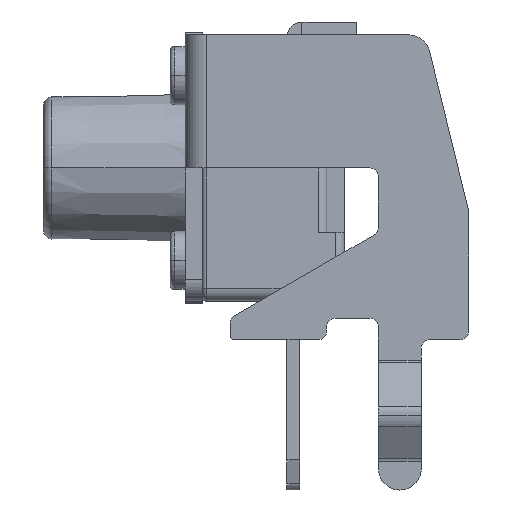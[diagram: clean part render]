
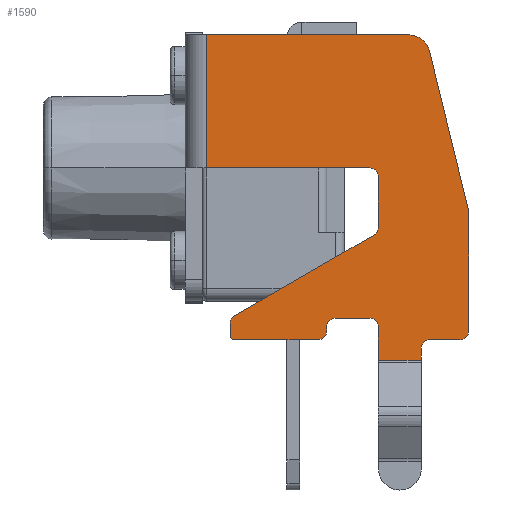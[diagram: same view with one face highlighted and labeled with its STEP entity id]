
A CAD part, left-side view. The second image highlights one B-rep face of the part: STEP entity #1590.
In plain terms, the highlighted planar face has unit normal (-1, 0, 0).
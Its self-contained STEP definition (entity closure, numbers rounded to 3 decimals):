
#1099 = VERTEX_POINT('',#1100);
#1100 = CARTESIAN_POINT('',(-1.5,-1.95,-1.381));
#1107 = EDGE_CURVE('',#1108,#1099,#1110,.T.);
#1108 = VERTEX_POINT('',#1109);
#1109 = CARTESIAN_POINT('',(-1.5,-1.95,-0.601));
#1110 = LINE('',#1111,#1112);
#1111 = CARTESIAN_POINT('',(-1.5,-1.95,5.699));
#1112 = VECTOR('',#1113,1.);
#1113 = DIRECTION('',(0.,0.,-1.));
#1435 = VERTEX_POINT('',#1436);
#1436 = CARTESIAN_POINT('',(-1.5,2.05,6.199));
#1475 = VERTEX_POINT('',#1476);
#1476 = CARTESIAN_POINT('',(-1.5,2.05,3.099));
#1500 = EDGE_CURVE('',#1475,#1435,#1501,.T.);
#1501 = LINE('',#1502,#1503);
#1502 = CARTESIAN_POINT('',(-1.5,2.05,6.199));
#1503 = VECTOR('',#1504,1.);
#1504 = DIRECTION('',(0.,0.,1.));
#1542 = VERTEX_POINT('',#1543);
#1543 = CARTESIAN_POINT('',(-1.5,-1.75,3.099));
#1549 = EDGE_CURVE('',#1475,#1542,#1550,.T.);
#1550 = LINE('',#1551,#1552);
#1551 = CARTESIAN_POINT('',(-1.5,-2.657,
    3.099));
#1552 = VECTOR('',#1553,1.);
#1553 = DIRECTION('',(0.,-1.,0.));
#1564 = EDGE_CURVE('',#1565,#1435,#1567,.T.);
#1565 = VERTEX_POINT('',#1566);
#1566 = CARTESIAN_POINT('',(-1.5,-2.657,
    6.199));
#1567 = LINE('',#1568,#1569);
#1568 = CARTESIAN_POINT('',(-1.5,-2.657,
    6.199));
#1569 = VECTOR('',#1570,1.);
#1570 = DIRECTION('',(0.,1.,0.));
#1590 = ADVANCED_FACE('',(#1591),#1771,.F.);
#1591 = FACE_BOUND('',#1592,.T.);
#1592 = EDGE_LOOP('',(#1593,#1594,#1595,#1604,#1612,#1621,#1629,#1638,
    #1646,#1655,#1663,#1672,#1680,#1689,#1697,#1704,#1705,#1713,#1721,
    #1730,#1738,#1747,#1755,#1763,#1770));
#1593 = ORIENTED_EDGE('',*,*,#1500,.F.);
#1594 = ORIENTED_EDGE('',*,*,#1549,.T.);
#1595 = ORIENTED_EDGE('',*,*,#1596,.T.);
#1596 = EDGE_CURVE('',#1542,#1597,#1599,.T.);
#1597 = VERTEX_POINT('',#1598);
#1598 = CARTESIAN_POINT('',(-1.5,-1.95,2.899));
#1599 = CIRCLE('',#1600,0.2);
#1600 = AXIS2_PLACEMENT_3D('',#1601,#1602,#1603);
#1601 = CARTESIAN_POINT('',(-1.5,-1.75,2.899));
#1602 = DIRECTION('',(1.,0.,0.));
#1603 = DIRECTION('',(0.,1.,0.));
#1604 = ORIENTED_EDGE('',*,*,#1605,.T.);
#1605 = EDGE_CURVE('',#1597,#1606,#1608,.T.);
#1606 = VERTEX_POINT('',#1607);
#1607 = CARTESIAN_POINT('',(-1.5,-1.95,1.714));
#1608 = LINE('',#1609,#1610);
#1609 = CARTESIAN_POINT('',(-1.5,-1.95,5.699));
#1610 = VECTOR('',#1611,1.);
#1611 = DIRECTION('',(0.,0.,-1.));
#1612 = ORIENTED_EDGE('',*,*,#1613,.T.);
#1613 = EDGE_CURVE('',#1606,#1614,#1616,.T.);
#1614 = VERTEX_POINT('',#1615);
#1615 = CARTESIAN_POINT('',(-1.5,-1.85,
    1.541));
#1616 = CIRCLE('',#1617,0.2);
#1617 = AXIS2_PLACEMENT_3D('',#1618,#1619,#1620);
#1618 = CARTESIAN_POINT('',(-1.5,-1.75,1.714));
#1619 = DIRECTION('',(1.,0.,0.));
#1620 = DIRECTION('',(0.,1.,0.));
#1621 = ORIENTED_EDGE('',*,*,#1622,.T.);
#1622 = EDGE_CURVE('',#1614,#1623,#1625,.T.);
#1623 = VERTEX_POINT('',#1624);
#1624 = CARTESIAN_POINT('',(-1.5,1.4,
    -0.344));
#1625 = LINE('',#1626,#1627);
#1626 = CARTESIAN_POINT('',(-1.5,-4.258,2.937
    ));
#1627 = VECTOR('',#1628,1.);
#1628 = DIRECTION('',(0.,0.865,-0.502)
  );
#1629 = ORIENTED_EDGE('',*,*,#1630,.T.);
#1630 = EDGE_CURVE('',#1623,#1631,#1633,.T.);
#1631 = VERTEX_POINT('',#1632);
#1632 = CARTESIAN_POINT('',(-1.5,1.5,-0.517));
#1633 = CIRCLE('',#1634,0.2);
#1634 = AXIS2_PLACEMENT_3D('',#1635,#1636,#1637);
#1635 = CARTESIAN_POINT('',(-1.5,1.3,-0.517));
#1636 = DIRECTION('',(-1.,0.,0.));
#1637 = DIRECTION('',(0.,1.,0.));
#1638 = ORIENTED_EDGE('',*,*,#1639,.T.);
#1639 = EDGE_CURVE('',#1631,#1640,#1642,.T.);
#1640 = VERTEX_POINT('',#1641);
#1641 = CARTESIAN_POINT('',(-1.5,1.5,-0.801));
#1642 = LINE('',#1643,#1644);
#1643 = CARTESIAN_POINT('',(-1.5,1.5,5.699));
#1644 = VECTOR('',#1645,1.);
#1645 = DIRECTION('',(0.,0.,-1.));
#1646 = ORIENTED_EDGE('',*,*,#1647,.T.);
#1647 = EDGE_CURVE('',#1640,#1648,#1650,.T.);
#1648 = VERTEX_POINT('',#1649);
#1649 = CARTESIAN_POINT('',(-1.5,1.4,-0.901));
#1650 = CIRCLE('',#1651,0.1);
#1651 = AXIS2_PLACEMENT_3D('',#1652,#1653,#1654);
#1652 = CARTESIAN_POINT('',(-1.5,1.4,-0.801));
#1653 = DIRECTION('',(-1.,0.,0.));
#1654 = DIRECTION('',(0.,1.,0.));
#1655 = ORIENTED_EDGE('',*,*,#1656,.T.);
#1656 = EDGE_CURVE('',#1648,#1657,#1659,.T.);
#1657 = VERTEX_POINT('',#1658);
#1658 = CARTESIAN_POINT('',(-1.5,-0.55,-0.901));
#1659 = LINE('',#1660,#1661);
#1660 = CARTESIAN_POINT('',(-1.5,-2.657,
    -0.901));
#1661 = VECTOR('',#1662,1.);
#1662 = DIRECTION('',(0.,-1.,0.));
#1663 = ORIENTED_EDGE('',*,*,#1664,.T.);
#1664 = EDGE_CURVE('',#1657,#1665,#1667,.T.);
#1665 = VERTEX_POINT('',#1666);
#1666 = CARTESIAN_POINT('',(-1.5,-0.75,-0.701));
#1667 = CIRCLE('',#1668,0.2);
#1668 = AXIS2_PLACEMENT_3D('',#1669,#1670,#1671);
#1669 = CARTESIAN_POINT('',(-1.5,-0.55,-0.701));
#1670 = DIRECTION('',(-1.,0.,0.));
#1671 = DIRECTION('',(0.,1.,0.));
#1672 = ORIENTED_EDGE('',*,*,#1673,.T.);
#1673 = EDGE_CURVE('',#1665,#1674,#1676,.T.);
#1674 = VERTEX_POINT('',#1675);
#1675 = CARTESIAN_POINT('',(-1.5,-0.75,-0.601));
#1676 = LINE('',#1677,#1678);
#1677 = CARTESIAN_POINT('',(-1.5,-0.75,5.699));
#1678 = VECTOR('',#1679,1.);
#1679 = DIRECTION('',(0.,0.,1.));
#1680 = ORIENTED_EDGE('',*,*,#1681,.T.);
#1681 = EDGE_CURVE('',#1674,#1682,#1684,.T.);
#1682 = VERTEX_POINT('',#1683);
#1683 = CARTESIAN_POINT('',(-1.5,-0.95,-0.401));
#1684 = CIRCLE('',#1685,0.2);
#1685 = AXIS2_PLACEMENT_3D('',#1686,#1687,#1688);
#1686 = CARTESIAN_POINT('',(-1.5,-0.95,-0.601));
#1687 = DIRECTION('',(1.,0.,0.));
#1688 = DIRECTION('',(0.,1.,0.));
#1689 = ORIENTED_EDGE('',*,*,#1690,.T.);
#1690 = EDGE_CURVE('',#1682,#1691,#1693,.T.);
#1691 = VERTEX_POINT('',#1692);
#1692 = CARTESIAN_POINT('',(-1.5,-1.75,-0.401));
#1693 = LINE('',#1694,#1695);
#1694 = CARTESIAN_POINT('',(-1.5,-2.657,
    -0.401));
#1695 = VECTOR('',#1696,1.);
#1696 = DIRECTION('',(0.,-1.,0.));
#1697 = ORIENTED_EDGE('',*,*,#1698,.T.);
#1698 = EDGE_CURVE('',#1691,#1108,#1699,.T.);
#1699 = CIRCLE('',#1700,0.2);
#1700 = AXIS2_PLACEMENT_3D('',#1701,#1702,#1703);
#1701 = CARTESIAN_POINT('',(-1.5,-1.75,-0.601));
#1702 = DIRECTION('',(1.,0.,0.));
#1703 = DIRECTION('',(0.,1.,0.));
#1704 = ORIENTED_EDGE('',*,*,#1107,.T.);
#1705 = ORIENTED_EDGE('',*,*,#1706,.F.);
#1706 = EDGE_CURVE('',#1707,#1099,#1709,.T.);
#1707 = VERTEX_POINT('',#1708);
#1708 = CARTESIAN_POINT('',(-1.5,-2.95,-1.381));
#1709 = LINE('',#1710,#1711);
#1710 = CARTESIAN_POINT('',(-1.5,-6.288,
    -1.381));
#1711 = VECTOR('',#1712,1.);
#1712 = DIRECTION('',(0.,1.,0.));
#1713 = ORIENTED_EDGE('',*,*,#1714,.T.);
#1714 = EDGE_CURVE('',#1707,#1715,#1717,.T.);
#1715 = VERTEX_POINT('',#1716);
#1716 = CARTESIAN_POINT('',(-1.5,-2.95,-1.101));
#1717 = LINE('',#1718,#1719);
#1718 = CARTESIAN_POINT('',(-1.5,-2.95,5.699));
#1719 = VECTOR('',#1720,1.);
#1720 = DIRECTION('',(0.,0.,1.));
#1721 = ORIENTED_EDGE('',*,*,#1722,.T.);
#1722 = EDGE_CURVE('',#1715,#1723,#1725,.T.);
#1723 = VERTEX_POINT('',#1724);
#1724 = CARTESIAN_POINT('',(-1.5,-3.15,-0.901));
#1725 = CIRCLE('',#1726,0.2);
#1726 = AXIS2_PLACEMENT_3D('',#1727,#1728,#1729);
#1727 = CARTESIAN_POINT('',(-1.5,-3.15,-1.101));
#1728 = DIRECTION('',(1.,0.,0.));
#1729 = DIRECTION('',(0.,1.,0.));
#1730 = ORIENTED_EDGE('',*,*,#1731,.T.);
#1731 = EDGE_CURVE('',#1723,#1732,#1734,.T.);
#1732 = VERTEX_POINT('',#1733);
#1733 = CARTESIAN_POINT('',(-1.5,-3.85,-0.901));
#1734 = LINE('',#1735,#1736);
#1735 = CARTESIAN_POINT('',(-1.5,-2.657,
    -0.901));
#1736 = VECTOR('',#1737,1.);
#1737 = DIRECTION('',(0.,-1.,0.));
#1738 = ORIENTED_EDGE('',*,*,#1739,.T.);
#1739 = EDGE_CURVE('',#1732,#1740,#1742,.T.);
#1740 = VERTEX_POINT('',#1741);
#1741 = CARTESIAN_POINT('',(-1.5,-4.05,-0.701));
#1742 = CIRCLE('',#1743,0.2);
#1743 = AXIS2_PLACEMENT_3D('',#1744,#1745,#1746);
#1744 = CARTESIAN_POINT('',(-1.5,-3.85,-0.701));
#1745 = DIRECTION('',(-1.,0.,0.));
#1746 = DIRECTION('',(0.,1.,0.));
#1747 = ORIENTED_EDGE('',*,*,#1748,.T.);
#1748 = EDGE_CURVE('',#1740,#1749,#1751,.T.);
#1749 = VERTEX_POINT('',#1750);
#1750 = CARTESIAN_POINT('',(-1.5,-4.05,2.099));
#1751 = LINE('',#1752,#1753);
#1752 = CARTESIAN_POINT('',(-1.5,-4.05,5.699));
#1753 = VECTOR('',#1754,1.);
#1754 = DIRECTION('',(0.,0.,1.));
#1755 = ORIENTED_EDGE('',*,*,#1756,.T.);
#1756 = EDGE_CURVE('',#1749,#1757,#1759,.T.);
#1757 = VERTEX_POINT('',#1758);
#1758 = CARTESIAN_POINT('',(-1.5,-3.143,
    5.817));
#1759 = LINE('',#1760,#1761);
#1760 = CARTESIAN_POINT('',(-1.5,-3.143,
    5.817));
#1761 = VECTOR('',#1762,1.);
#1762 = DIRECTION('',(0.,0.237,0.972)
  );
#1763 = ORIENTED_EDGE('',*,*,#1764,.T.);
#1764 = EDGE_CURVE('',#1757,#1565,#1765,.T.);
#1765 = CIRCLE('',#1766,0.5);
#1766 = AXIS2_PLACEMENT_3D('',#1767,#1768,#1769);
#1767 = CARTESIAN_POINT('',(-1.5,-2.657,
    5.699));
#1768 = DIRECTION('',(-1.,0.,0.));
#1769 = DIRECTION('',(0.,1.,0.));
#1770 = ORIENTED_EDGE('',*,*,#1564,.T.);
#1771 = PLANE('',#1772);
#1772 = AXIS2_PLACEMENT_3D('',#1773,#1774,#1775);
#1773 = CARTESIAN_POINT('',(-1.5,-2.657,
    5.699));
#1774 = DIRECTION('',(1.,0.,0.));
#1775 = DIRECTION('',(0.,1.,0.));
